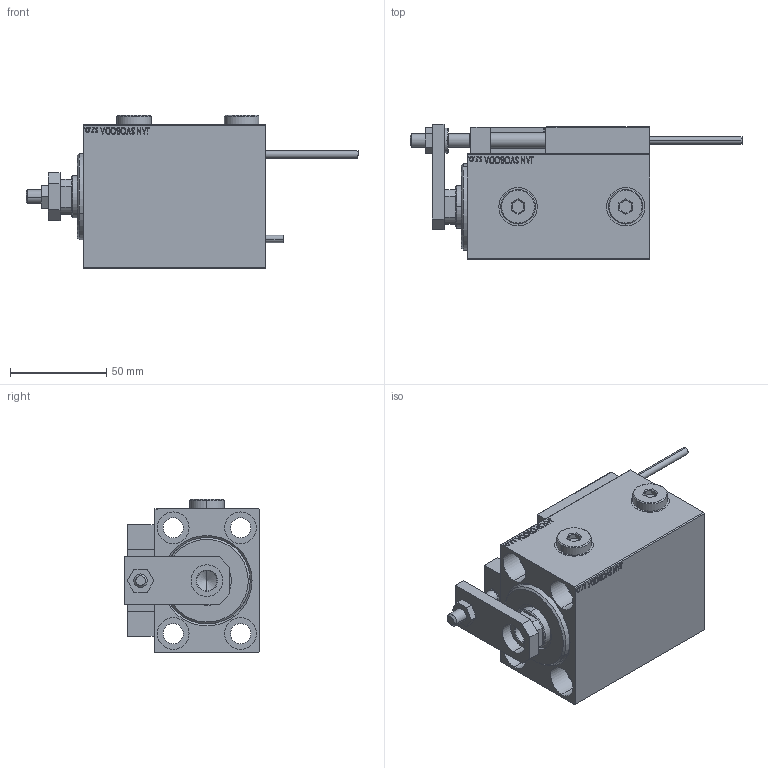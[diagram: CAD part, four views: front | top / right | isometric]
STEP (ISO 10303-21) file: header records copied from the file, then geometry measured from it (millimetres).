
FILE_DESCRIPTION (( 'STEP AP203' ), '1' );
FILE_NAME ('bfc9.STEP', '2024-02-13T04:48:52', ( '' ), ( '' ), 'SwSTEP 2.0', 'SolidWorks 2019', '' );
FILE_SCHEMA (( 'CONFIG_CONTROL_DESIGN' ));
Length unit declared in the file: millimetre
Products named in the file (16): SWITCH_X_FRONT_BACK 54b7dbf02ec2f7e50b90299af3932040; SWITCH X 54b7dbf02ec2f7e50b90299af3932040; NUT_D12 54b7dbf02ec2f7e50b90299af3932040; bfc9; V450CM_VC_B 54b7dbf02ec2f7e50b90299af3932040; ALLEN BOLT D5 54b7dbf02ec2f7e50b90299af3932040; V450CM_C_VCP 54b7dbf02ec2f7e50b90299af3932040; KONCOVKA 54b7dbf02ec2f7e50b90299af3932040; MAGNET 54b7dbf02ec2f7e50b90299af3932040; Zatka_OIL_PORT 54b7dbf02ec2f7e50b90299af3932040; SWITCH DIM B,W 54b7dbf02ec2f7e50b90299af3932040; ZARAZKA 54b7dbf02ec2f7e50b90299af3932040; Block 54b7dbf02ec2f7e50b90299af3932040; TYC_L79 54b7dbf02ec2f7e50b90299af3932040; V450CM_C_Body 54b7dbf02ec2f7e50b90299af3932040; ALLEN BOLT D8 54b7dbf02ec2f7e50b90299af3932040
Assembly tree (26 placements, depth 3):
  bfc9
    V450CM_C_Body 54b7dbf02ec2f7e50b90299af3932040
    SWITCH X 54b7dbf02ec2f7e50b90299af3932040
      SWITCH_X_FRONT_BACK 54b7dbf02ec2f7e50b90299af3932040  x2
      TYC_L79 54b7dbf02ec2f7e50b90299af3932040
      Block 54b7dbf02ec2f7e50b90299af3932040  x2
      ALLEN BOLT D5 54b7dbf02ec2f7e50b90299af3932040  x4
      ALLEN BOLT D8 54b7dbf02ec2f7e50b90299af3932040  x4
      MAGNET 54b7dbf02ec2f7e50b90299af3932040  x2
      KONCOVKA 54b7dbf02ec2f7e50b90299af3932040  x2
    NUT_D12 54b7dbf02ec2f7e50b90299af3932040
    SWITCH DIM B,W 54b7dbf02ec2f7e50b90299af3932040
    ZARAZKA 54b7dbf02ec2f7e50b90299af3932040
    V450CM_C_VCP 54b7dbf02ec2f7e50b90299af3932040
    V450CM_VC_B 54b7dbf02ec2f7e50b90299af3932040
    Zatka_OIL_PORT 54b7dbf02ec2f7e50b90299af3932040  x2
Bounding box: 172.7 x 70.5 x 79.9 mm (x, y, z)
Volume: 379781.8 mm3; surface area: 99131.3 mm2
Topology: 25 solids, 25 shells, 1336 faces, 3188 edges, 2035 vertices
Faces by surface type: plane 594, bspline 380, cylinder 204, cone 110, torus 44, sphere 4
Entity records: 51504 total; most frequent: CARTESIAN_POINT 26291, ORIENTED_EDGE 5316, DIRECTION 3634, EDGE_CURVE 2658, VERTEX_POINT 1735, LINE 1534, VECTOR 1534, EDGE_LOOP 1235
